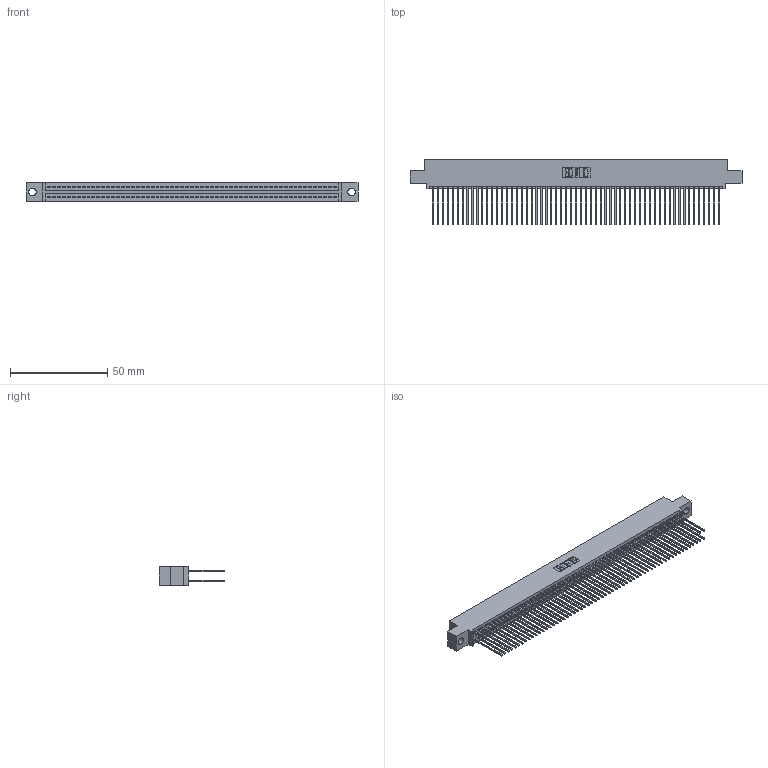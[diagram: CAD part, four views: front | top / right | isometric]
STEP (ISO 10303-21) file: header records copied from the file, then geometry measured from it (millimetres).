
FILE_DESCRIPTION (( 'STEP AP203' ), '1' );
FILE_NAME ('345-118-541-504.STEP', '2021-05-25T16:18:47', ( '' ), ( '' ), 'SwSTEP 2.0', 'SolidWorks 2020', '' );
FILE_SCHEMA (( 'CONFIG_CONTROL_DESIGN' ));
Length unit declared in the file: inch
Products named in the file (3): 345 Part_0.110 Offset - 0.156 Dia-TI; 345-292-001_345-293-141; 345-118-541-504
Assembly tree (119 placements, depth 2):
  345-118-541-504
    345 Part_0.110 Offset - 0.156 Dia-TI
    345-292-001_345-293-141  x118
Bounding box: 171.07 x 33.96 x 9.4 mm (x, y, z)
Volume: 17273.3 mm3; surface area: 28988.9 mm2
Topology: 119 solids, 119 shells, 6044 faces, 17971 edges, 11822 vertices
Faces by surface type: plane 3992, cylinder 2052
Entity records: 44573 total; most frequent: CARTESIAN_POINT 7462, ORIENTED_EDGE 7394, DIRECTION 6557, EDGE_CURVE 3697, LINE 3329, VECTOR 3329, VERTEX_POINT 2462, AXIS2_PLACEMENT_3D 1614
